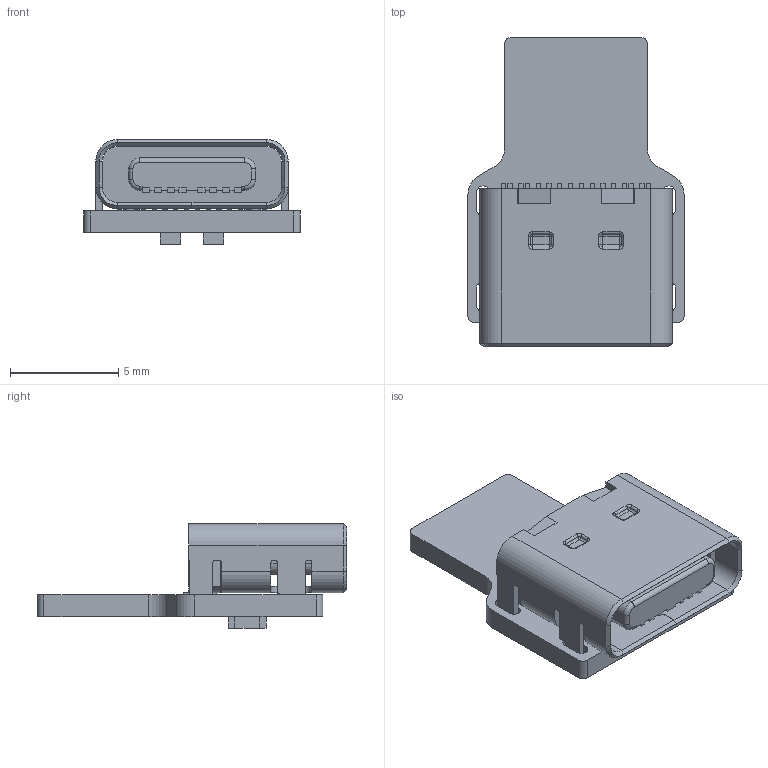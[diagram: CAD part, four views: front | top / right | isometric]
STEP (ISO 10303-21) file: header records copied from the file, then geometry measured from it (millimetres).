
FILE_DESCRIPTION(('Open CASCADE Model'),'2;1');
FILE_NAME('Open CASCADE Shape Model','2023-03-17T21:04:18',('Author'),( 'Open CASCADE'),'Open CASCADE STEP processor 7.5','Open CASCADE 7.5' ,'Unknown');
FILE_SCHEMA(('AUTOMOTIVE_DESIGN { 1 0 10303 214 1 1 1 1 }'));
Length unit declared in the file: millimetre
Products named in the file (1): PCB
Bounding box: 10 x 14.3 x 4.85 mm (x, y, z)
Volume: 230.7 mm3; surface area: 785.7 mm2
Topology: 18 solids, 18 shells, 473 faces, 1223 edges, 783 vertices
Faces by surface type: plane 314, cylinder 123, torus 20, cone 8, sphere 8
Full cylindrical faces by diameter (mm): 0.65 x2
Entity records: 14391 total; most frequent: CARTESIAN_POINT 2474, DIRECTION 2462, ORIENTED_EDGE 2438, EDGE_CURVE 1219, LINE 924, VECTOR 924, VERTEX_POINT 781, AXIS2_PLACEMENT_3D 769
